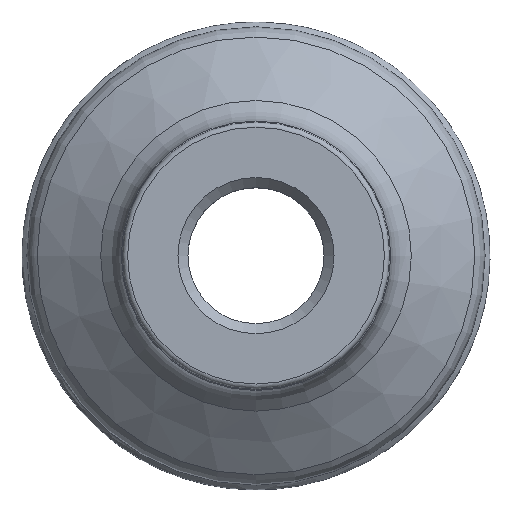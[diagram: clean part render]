
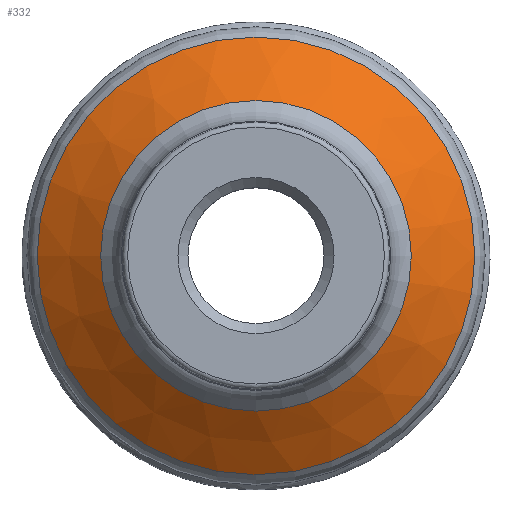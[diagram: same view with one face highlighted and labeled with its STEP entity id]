
A CAD part, top view. The second image highlights one B-rep face of the part: STEP entity #332.
In plain terms, the highlighted conical face has half-angle 53.754 degrees and reference radius 45.5 mm.
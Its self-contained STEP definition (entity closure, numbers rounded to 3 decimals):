
#101=CONICAL_SURFACE('',#617,45.5,53.754);
#135=EDGE_LOOP('',(#199));
#136=EDGE_LOOP('',(#200));
#199=ORIENTED_EDGE('',*,*,#262,.T.);
#200=ORIENTED_EDGE('',*,*,#263,.T.);
#262=EDGE_CURVE('',#441,#441,#294,.T.);
#263=EDGE_CURVE('',#442,#442,#295,.T.);
#294=CIRCLE('',#615,43.456);
#295=CIRCLE('',#616,30.837);
#332=ADVANCED_FACE('SU_5',(#376,#377),#101,.T.);
#376=FACE_BOUND('',#135,.T.);
#377=FACE_BOUND('',#136,.T.);
#441=VERTEX_POINT('',#9481);
#442=VERTEX_POINT('',#9483);
#615=AXIS2_PLACEMENT_3D('',#9480,#737,#738);
#616=AXIS2_PLACEMENT_3D('',#9482,#739,#740);
#617=AXIS2_PLACEMENT_3D('',#9484,#741,#742);
#737=DIRECTION('',(0.,0.,1.));
#738=DIRECTION('',(1.,0.,0.));
#739=DIRECTION('',(0.,0.,-1.));
#740=DIRECTION('',(-1.,0.,0.));
#741=DIRECTION('',(0.,0.,-1.));
#742=DIRECTION('',(-1.,0.,0.));
#9480=CARTESIAN_POINT('',(0.,0.,-30.968));
#9481=CARTESIAN_POINT('',(43.456,0.,-30.968));
#9482=CARTESIAN_POINT('',(0.,0.,-21.716));
#9483=CARTESIAN_POINT('',(-30.837,0.,-21.716));
#9484=CARTESIAN_POINT('',(0.,0.,-32.466));
